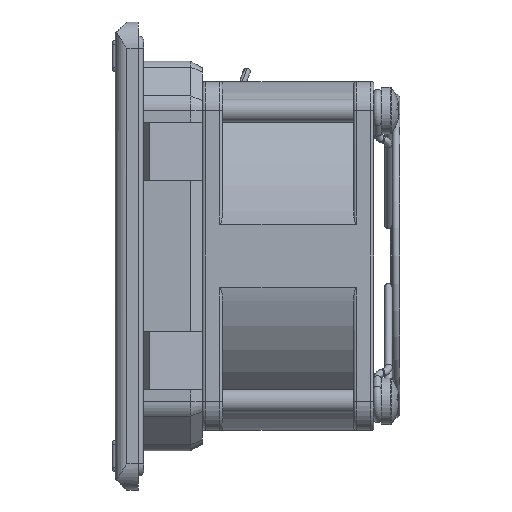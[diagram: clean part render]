
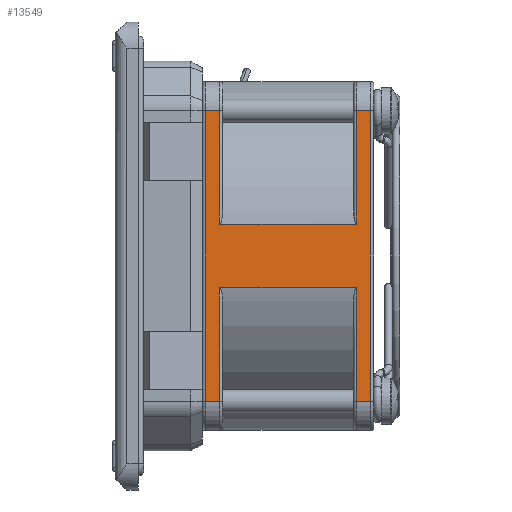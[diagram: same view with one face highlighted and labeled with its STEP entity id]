
A CAD part, left-side view. The second image highlights one B-rep face of the part: STEP entity #13549.
In plain terms, the highlighted planar face has unit normal (-1, 0, 0).
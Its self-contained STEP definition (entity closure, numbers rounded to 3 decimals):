
#574=LINE('',#20742,#1373);
#575=LINE('',#20744,#1374);
#576=LINE('',#20746,#1375);
#577=LINE('',#20748,#1376);
#578=LINE('',#20750,#1377);
#579=LINE('',#20752,#1378);
#580=LINE('',#20754,#1379);
#581=LINE('',#20756,#1380);
#582=LINE('',#20758,#1381);
#583=LINE('',#20760,#1382);
#584=LINE('',#20762,#1383);
#585=LINE('',#20763,#1384);
#1373=VECTOR('',#16597,2.5);
#1374=VECTOR('',#16598,50.);
#1375=VECTOR('',#16599,2.5);
#1376=VECTOR('',#16600,19.5);
#1377=VECTOR('',#16601,23.5);
#1378=VECTOR('',#16602,19.5);
#1379=VECTOR('',#16603,2.5);
#1380=VECTOR('',#16604,50.);
#1381=VECTOR('',#16605,2.5);
#1382=VECTOR('',#16606,19.5);
#1383=VECTOR('',#16607,23.5);
#1384=VECTOR('',#16608,19.5);
#2144=PLANE('',#14626);
#3110=FACE_OUTER_BOUND('',#4001,.T.);
#4001=EDGE_LOOP('',(#9380,#9381,#9382,#9383,#9384,#9385,#9386,#9387,#9388,
#9389,#9390,#9391));
#5776=VERTEX_POINT('',#20740);
#5777=VERTEX_POINT('',#20741);
#5778=VERTEX_POINT('',#20743);
#5779=VERTEX_POINT('',#20745);
#5780=VERTEX_POINT('',#20747);
#5781=VERTEX_POINT('',#20749);
#5782=VERTEX_POINT('',#20751);
#5783=VERTEX_POINT('',#20753);
#5784=VERTEX_POINT('',#20755);
#5785=VERTEX_POINT('',#20757);
#5786=VERTEX_POINT('',#20759);
#5787=VERTEX_POINT('',#20761);
#7132=EDGE_CURVE('',#5776,#5777,#574,.T.);
#7133=EDGE_CURVE('',#5777,#5778,#575,.T.);
#7134=EDGE_CURVE('',#5778,#5779,#576,.T.);
#7135=EDGE_CURVE('',#5779,#5780,#577,.T.);
#7136=EDGE_CURVE('',#5781,#5780,#578,.T.);
#7137=EDGE_CURVE('',#5781,#5782,#579,.T.);
#7138=EDGE_CURVE('',#5782,#5783,#580,.T.);
#7139=EDGE_CURVE('',#5783,#5784,#581,.T.);
#7140=EDGE_CURVE('',#5784,#5785,#582,.T.);
#7141=EDGE_CURVE('',#5785,#5786,#583,.T.);
#7142=EDGE_CURVE('',#5787,#5786,#584,.T.);
#7143=EDGE_CURVE('',#5787,#5776,#585,.T.);
#9380=ORIENTED_EDGE('',*,*,#7132,.T.);
#9381=ORIENTED_EDGE('',*,*,#7133,.T.);
#9382=ORIENTED_EDGE('',*,*,#7134,.T.);
#9383=ORIENTED_EDGE('',*,*,#7135,.T.);
#9384=ORIENTED_EDGE('',*,*,#7136,.F.);
#9385=ORIENTED_EDGE('',*,*,#7137,.T.);
#9386=ORIENTED_EDGE('',*,*,#7138,.T.);
#9387=ORIENTED_EDGE('',*,*,#7139,.T.);
#9388=ORIENTED_EDGE('',*,*,#7140,.T.);
#9389=ORIENTED_EDGE('',*,*,#7141,.T.);
#9390=ORIENTED_EDGE('',*,*,#7142,.F.);
#9391=ORIENTED_EDGE('',*,*,#7143,.T.);
#13549=ADVANCED_FACE('',(#3110),#2144,.F.);
#14626=AXIS2_PLACEMENT_3D('',#20739,#16595,#16596);
#16595=DIRECTION('center_axis',(1.,0.,0.));
#16596=DIRECTION('ref_axis',(0.,0.,1.));
#16597=DIRECTION('',(0.,-1.,0.));
#16598=DIRECTION('',(0.,0.,1.));
#16599=DIRECTION('',(0.,1.,0.));
#16600=DIRECTION('',(0.,0.,-1.));
#16601=DIRECTION('',(0.,-1.,0.));
#16602=DIRECTION('',(0.,0.,1.));
#16603=DIRECTION('',(0.,1.,0.));
#16604=DIRECTION('',(0.,0.,-1.));
#16605=DIRECTION('',(0.,-1.,0.));
#16606=DIRECTION('',(0.,0.,1.));
#16607=DIRECTION('',(0.,1.,0.));
#16608=DIRECTION('',(0.,0.,-1.));
#20739=CARTESIAN_POINT('Origin',(-30.,-42.5,-30.));
#20740=CARTESIAN_POINT('',(-30.,-39.5,-25.));
#20741=CARTESIAN_POINT('',(-30.,-42.,-25.));
#20742=CARTESIAN_POINT('',(-30.,-42.5,-25.));
#20743=CARTESIAN_POINT('',(-30.,-42.,25.));
#20744=CARTESIAN_POINT('',(-30.,-42.,25.));
#20745=CARTESIAN_POINT('',(-30.,-39.5,25.));
#20746=CARTESIAN_POINT('',(-30.,-42.5,25.));
#20747=CARTESIAN_POINT('',(-30.,-39.5,5.5));
#20748=CARTESIAN_POINT('',(-30.,-39.5,-30.));
#20749=CARTESIAN_POINT('',(-30.,-16.,5.5));
#20750=CARTESIAN_POINT('',(-30.,-16.5,5.5));
#20751=CARTESIAN_POINT('',(-30.,-16.,25.));
#20752=CARTESIAN_POINT('',(-30.,-16.,25.));
#20753=CARTESIAN_POINT('',(-30.,-13.5,25.));
#20754=CARTESIAN_POINT('',(-30.,-42.5,25.));
#20755=CARTESIAN_POINT('',(-30.,-13.5,-25.));
#20756=CARTESIAN_POINT('',(-30.,-13.5,-30.));
#20757=CARTESIAN_POINT('',(-30.,-16.,-25.));
#20758=CARTESIAN_POINT('',(-30.,-42.5,-25.));
#20759=CARTESIAN_POINT('',(-30.,-16.,-5.5));
#20760=CARTESIAN_POINT('',(-30.,-16.,-5.5));
#20761=CARTESIAN_POINT('',(-30.,-39.5,-5.5));
#20762=CARTESIAN_POINT('',(-30.,-16.5,-5.5));
#20763=CARTESIAN_POINT('',(-30.,-39.5,-30.));
